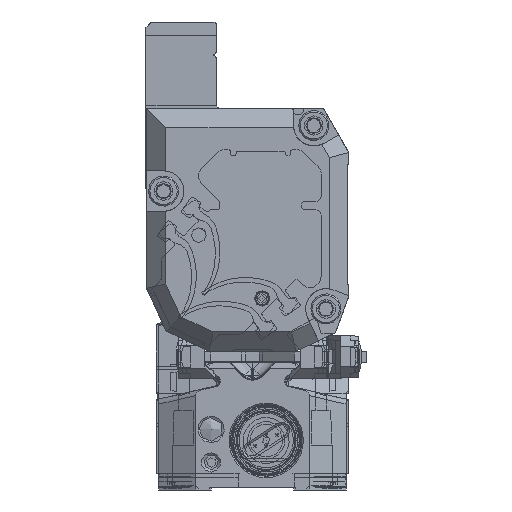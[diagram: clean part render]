
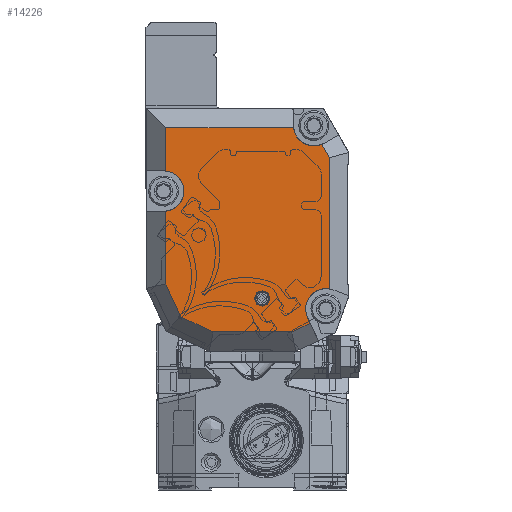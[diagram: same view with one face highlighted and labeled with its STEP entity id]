
A CAD part, front view. The second image highlights one B-rep face of the part: STEP entity #14226.
In plain terms, the highlighted planar face has unit normal (0, -1, 0).
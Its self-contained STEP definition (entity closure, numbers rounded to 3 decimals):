
#9170=FACE_BOUND('',#27070,.T.);
#9171=FACE_BOUND('',#27071,.T.);
#14226=ADVANCED_FACE('',(#9170,#9171),#16895,.F.);
#16895=PLANE('',#106222);
#27070=EDGE_LOOP('',(#55217,#55218,#55219,#55220,#55221,#55222,#55223,#55224,
#55225,#55226,#55227,#55228,#55229));
#27071=EDGE_LOOP('',(#55230));
#55217=ORIENTED_EDGE('',*,*,#78872,.T.);
#55218=ORIENTED_EDGE('',*,*,#78873,.T.);
#55219=ORIENTED_EDGE('',*,*,#78874,.T.);
#55220=ORIENTED_EDGE('',*,*,#78875,.T.);
#55221=ORIENTED_EDGE('',*,*,#78876,.T.);
#55222=ORIENTED_EDGE('',*,*,#78877,.T.);
#55223=ORIENTED_EDGE('',*,*,#78878,.T.);
#55224=ORIENTED_EDGE('',*,*,#78879,.T.);
#55225=ORIENTED_EDGE('',*,*,#78880,.T.);
#55226=ORIENTED_EDGE('',*,*,#78881,.T.);
#55227=ORIENTED_EDGE('',*,*,#78882,.T.);
#55228=ORIENTED_EDGE('',*,*,#78883,.T.);
#55229=ORIENTED_EDGE('',*,*,#78884,.T.);
#55230=ORIENTED_EDGE('',*,*,#78885,.T.);
#64752=VERTEX_POINT('',#183201);
#64753=VERTEX_POINT('',#183202);
#64754=VERTEX_POINT('',#183204);
#64755=VERTEX_POINT('',#183206);
#64756=VERTEX_POINT('',#183208);
#64757=VERTEX_POINT('',#183210);
#64758=VERTEX_POINT('',#183212);
#64759=VERTEX_POINT('',#183214);
#64760=VERTEX_POINT('',#183216);
#64761=VERTEX_POINT('',#183218);
#64762=VERTEX_POINT('',#183220);
#64763=VERTEX_POINT('',#183222);
#64764=VERTEX_POINT('',#183224);
#64765=VERTEX_POINT('',#183227);
#78872=EDGE_CURVE('',#64752,#64753,#97675,.T.);
#78873=EDGE_CURVE('',#64753,#64754,#86922,.T.);
#78874=EDGE_CURVE('',#64754,#64755,#86923,.T.);
#78875=EDGE_CURVE('',#64755,#64756,#97676,.T.);
#78876=EDGE_CURVE('',#64756,#64757,#86924,.T.);
#78877=EDGE_CURVE('',#64757,#64758,#86925,.T.);
#78878=EDGE_CURVE('',#64758,#64759,#97677,.T.);
#78879=EDGE_CURVE('',#64759,#64760,#86926,.T.);
#78880=EDGE_CURVE('',#64760,#64761,#86927,.T.);
#78881=EDGE_CURVE('',#64761,#64762,#86928,.T.);
#78882=EDGE_CURVE('',#64762,#64763,#86929,.T.);
#78883=EDGE_CURVE('',#64763,#64764,#86930,.T.);
#78884=EDGE_CURVE('',#64764,#64752,#86931,.T.);
#78885=EDGE_CURVE('',#64765,#64765,#97678,.T.);
#86922=LINE('',#183203,#95051);
#86923=LINE('',#183205,#95052);
#86924=LINE('',#183209,#95053);
#86925=LINE('',#183211,#95054);
#86926=LINE('',#183215,#95055);
#86927=LINE('',#183217,#95056);
#86928=LINE('',#183219,#95057);
#86929=LINE('',#183221,#95058);
#86930=LINE('',#183223,#95059);
#86931=LINE('',#183225,#95060);
#95051=VECTOR('',#131381,1.);
#95052=VECTOR('',#131382,1.);
#95053=VECTOR('',#131385,1.);
#95054=VECTOR('',#131386,1.);
#95055=VECTOR('',#131389,1.);
#95056=VECTOR('',#131390,1.);
#95057=VECTOR('',#131391,1.);
#95058=VECTOR('',#131392,1.);
#95059=VECTOR('',#131393,1.);
#95060=VECTOR('',#131394,1.);
#97675=CIRCLE('',#106218,3.7);
#97676=CIRCLE('',#106219,3.7);
#97677=CIRCLE('',#106220,3.7);
#97678=CIRCLE('',#106221,1.3);
#106218=AXIS2_PLACEMENT_3D('',#183200,#131379,#131380);
#106219=AXIS2_PLACEMENT_3D('',#183207,#131383,#131384);
#106220=AXIS2_PLACEMENT_3D('',#183213,#131387,#131388);
#106221=AXIS2_PLACEMENT_3D('',#183226,#131395,#131396);
#106222=AXIS2_PLACEMENT_3D('',#183228,#131397,#131398);
#131379=DIRECTION('',(0.,1.,0.));
#131380=DIRECTION('',(-1.,0.,0.));
#131381=DIRECTION('',(0.,0.,1.));
#131382=DIRECTION('',(-0.5,0.,0.866));
#131383=DIRECTION('',(0.,1.,0.));
#131384=DIRECTION('',(-1.,0.,0.));
#131385=DIRECTION('',(-1.,0.,0.));
#131386=DIRECTION('',(0.,0.,-1.));
#131387=DIRECTION('',(0.,1.,0.));
#131388=DIRECTION('',(-1.,0.,0.));
#131389=DIRECTION('',(0.,0.,-1.));
#131390=DIRECTION('',(0.419,0.,-0.908));
#131391=DIRECTION('',(0.905,0.,-0.426));
#131392=DIRECTION('',(1.,0.,0.));
#131393=DIRECTION('',(0.905,0.,0.426));
#131394=DIRECTION('',(-0.426,0.,0.905));
#131395=DIRECTION('',(0.,1.,0.));
#131396=DIRECTION('',(0.,0.,1.));
#131397=DIRECTION('',(0.,1.,0.));
#131398=DIRECTION('',(0.,0.,1.));
#183200=CARTESIAN_POINT('',(32.85,-8.,-52.11));
#183201=CARTESIAN_POINT('',(29.503,-8.,-53.687));
#183202=CARTESIAN_POINT('',(33.5,-8.,-48.468));
#183203=CARTESIAN_POINT('',(33.5,-8.,-46.706));
#183204=CARTESIAN_POINT('',(33.5,-8.,-24.648));
#183205=CARTESIAN_POINT('',(44.864,-8.,-44.331));
#183206=CARTESIAN_POINT('',(32.096,-8.,-22.216));
#183207=CARTESIAN_POINT('',(30.65,-8.,-18.81));
#183208=CARTESIAN_POINT('',(26.972,-8.,-19.21));
#183209=CARTESIAN_POINT('',(40.75,-8.,-19.21));
#183210=CARTESIAN_POINT('',(3.75,-8.,-19.21));
#183211=CARTESIAN_POINT('',(3.75,-8.,-46.706));
#183212=CARTESIAN_POINT('',(3.75,-8.,-27.032));
#183213=CARTESIAN_POINT('',(3.35,-8.,-30.71));
#183214=CARTESIAN_POINT('',(3.75,-8.,-34.388));
#183215=CARTESIAN_POINT('',(3.75,-8.,-46.706));
#183216=CARTESIAN_POINT('',(3.75,-8.,-47.584));
#183217=CARTESIAN_POINT('',(9.912,-8.,-60.937));
#183218=CARTESIAN_POINT('',(6.493,-8.,-53.528));
#183219=CARTESIAN_POINT('',(31.901,-8.,-65.495));
#183220=CARTESIAN_POINT('',(12.378,-8.,-56.3));
#183221=CARTESIAN_POINT('',(40.75,-8.,-56.3));
#183222=CARTESIAN_POINT('',(26.622,-8.,-56.3));
#183223=CARTESIAN_POINT('',(41.883,-8.,-49.112));
#183224=CARTESIAN_POINT('',(29.987,-8.,-54.715));
#183225=CARTESIAN_POINT('',(31.478,-8.,-57.881));
#183226=CARTESIAN_POINT('',(21.25,-8.,-50.21));
#183227=CARTESIAN_POINT('',(21.25,-8.,-48.91));
#183228=CARTESIAN_POINT('',(40.75,-8.,-46.706));
